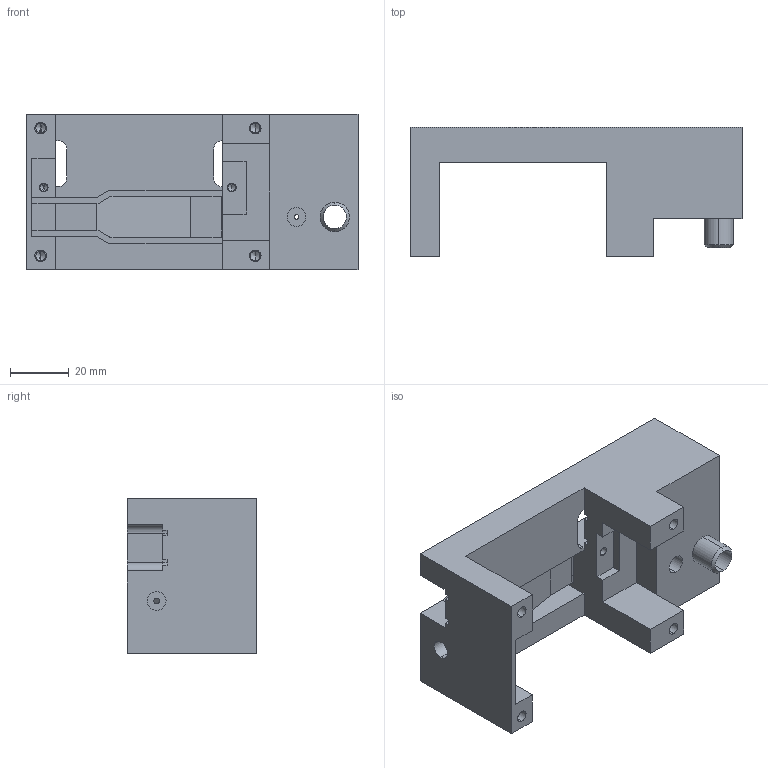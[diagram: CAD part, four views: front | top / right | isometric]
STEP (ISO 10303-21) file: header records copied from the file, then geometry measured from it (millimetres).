
FILE_DESCRIPTION (( 'STEP AP203' ), '1' );
FILE_NAME ('13-018410.step', '2022-03-07T11:57:48', ( '' ), ( '' ), 'SwSTEP 2.0', 'SolidWorks 2021', '' );
FILE_SCHEMA (( 'CONFIG_CONTROL_DESIGN' ));
Length unit declared in the file: millimetre
Products named in the file (1): 13-018410
Bounding box: 113 x 44 x 53 mm (x, y, z)
Volume: 105130.3 mm3; surface area: 33910.5 mm2
Topology: 1 solids, 1 shells, 234 faces, 631 edges, 393 vertices
Faces by surface type: plane 103, cylinder 57, bspline 55, cone 16, torus 3
Entity records: 9159 total; most frequent: CARTESIAN_POINT 3697, ORIENTED_EDGE 1230, DIRECTION 961, EDGE_CURVE 615, VERTEX_POINT 393, LINE 339, VECTOR 339, AXIS2_PLACEMENT_3D 311
